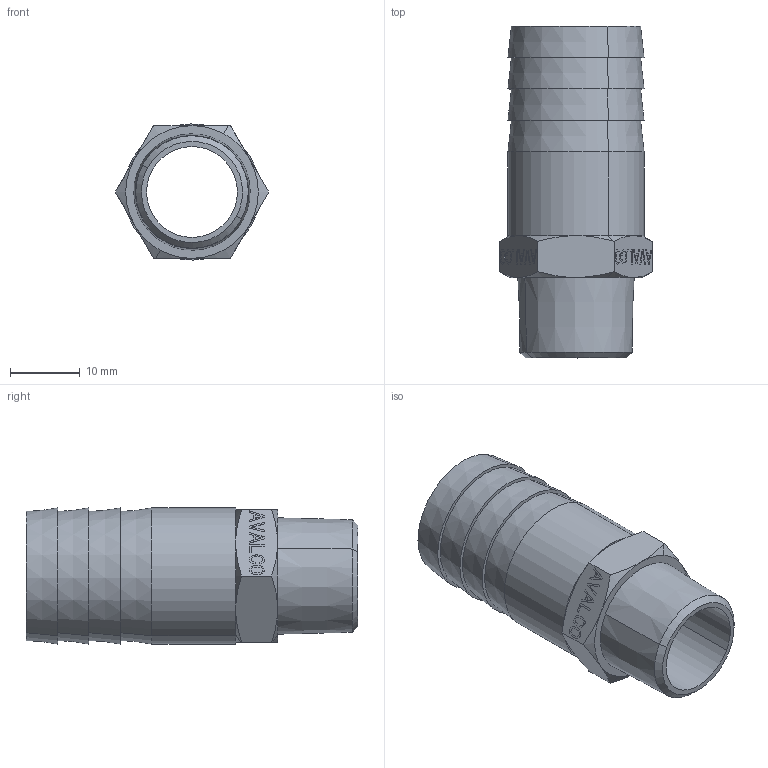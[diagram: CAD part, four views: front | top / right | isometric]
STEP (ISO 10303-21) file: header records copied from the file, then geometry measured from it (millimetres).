
FILE_DESCRIPTION(( 'RA.30C19.38.stp' ), '1');
FILE_NAME( 'RA.30C19.38.stp', '2018-10-11T15:16:12',( 'Sopra'),('sopra-pneumatic.com'), 'SwSTEP 2.0','SolidWorks 2009','' );
FILE_SCHEMA(('CONFIG_CONTROL_DESIGN'));
Length unit declared in the file: millimetre
Products named in the file (1): DN600-19R38
Bounding box: 21.94 x 47.5 x 19.49 mm (x, y, z)
Volume: 6648.1 mm3; surface area: 5125.3 mm2
Topology: 1 solids, 1 shells, 381 faces, 1025 edges, 678 vertices
Faces by surface type: plane 349, cone 28, cylinder 4
Entity records: 11345 total; most frequent: CARTESIAN_POINT 2141, ORIENTED_EDGE 2050, DIRECTION 1583, EDGE_CURVE 1025, VECTOR 953, LINE 953, VERTEX_POINT 678, EDGE_LOOP 415
